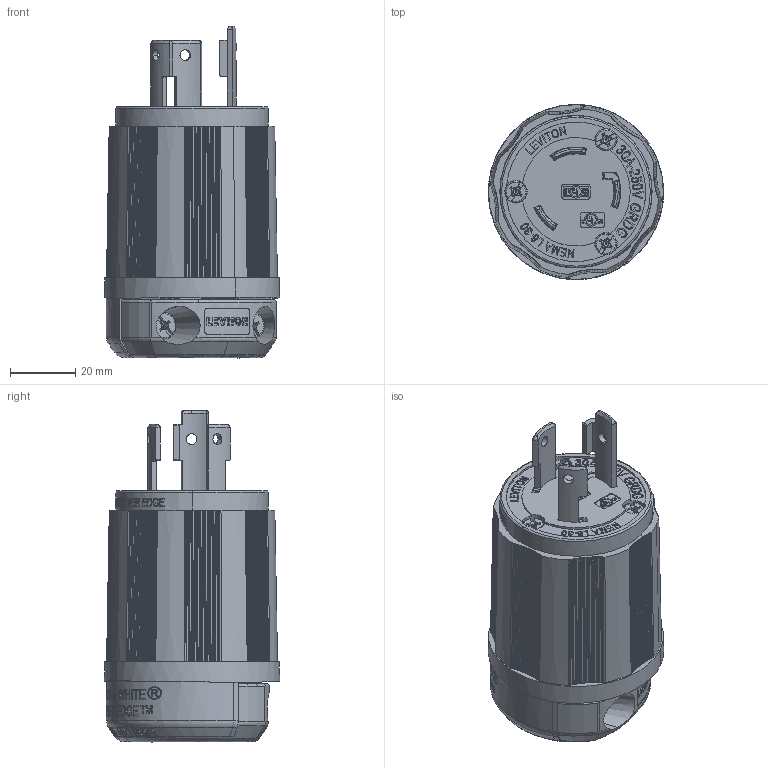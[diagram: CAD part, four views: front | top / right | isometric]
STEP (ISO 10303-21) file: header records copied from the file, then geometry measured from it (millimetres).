
FILE_DESCRIPTION (( 'STEP AP214' ), '1' );
FILE_NAME ('ORC5401-M01.STEP', '2024-10-16T12:26:36', ( '' ), ( '' ), 'SwSTEP 2.0', 'SolidWorks 2024', '' );
FILE_SCHEMA (( 'AUTOMOTIVE_DESIGN' ));
Length unit declared in the file: inch
Products named in the file (10): ORC5401-M01; BA37203-M01; OG76194-M01-62-REF; ODC4637-M01; BA37200-M01; ODC4635-M01; BAC4506-M01_GRIP; ODC4636-M01; BAC4642-M01_6-30 INKJET MARKINGS; OG76497-M01
Assembly tree (12 placements, depth 2):
  ORC5401-M01
    BAC4642-M01_6-30 INKJET MARKINGS
    ODC4636-M01
    ODC4637-M01
    ODC4635-M01
    OG76497-M01  x2
    BAC4506-M01_GRIP
    BA37200-M01
    BA37203-M01
    OG76194-M01-62-REF  x3
Bounding box: 53.77 x 53.83 x 101.98 mm (x, y, z)
Volume: 86252.1 mm3; surface area: 56221.9 mm2
Topology: 12 solids, 12 shells, 5956 faces, 16344 edges, 10716 vertices
Faces by surface type: plane 3044, bspline 1684, cylinder 592, cone 518, torus 111, sphere 7
Entity records: 212048 total; most frequent: CARTESIAN_POINT 110928, ORIENTED_EDGE 25532, DIRECTION 14288, EDGE_CURVE 12766, VERTEX_POINT 8393, VECTOR 5146, LINE 5146, EDGE_LOOP 4963
